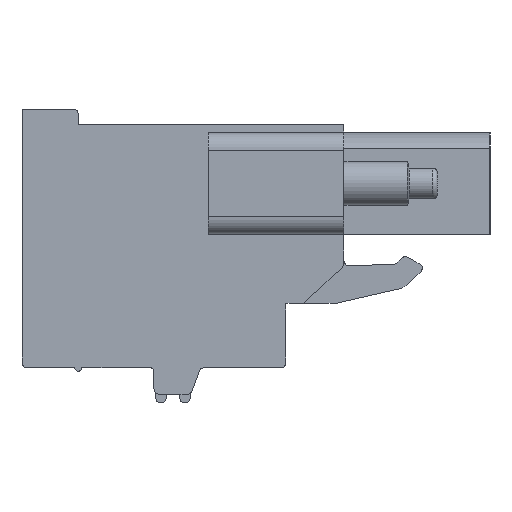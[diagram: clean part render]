
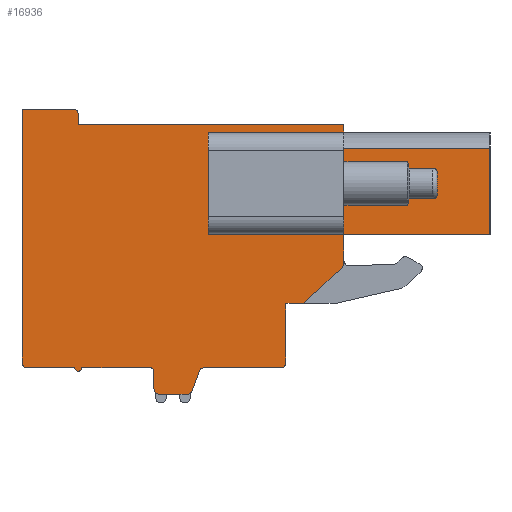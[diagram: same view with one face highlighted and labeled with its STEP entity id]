
A CAD part, left-side view. The second image highlights one B-rep face of the part: STEP entity #16936.
In plain terms, the highlighted planar face has unit normal (-1, 0, 0).
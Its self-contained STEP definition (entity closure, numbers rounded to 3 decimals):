
#1=DIRECTION('',(0.,0.,-1.));
#2=VECTOR('',#1,1.325);
#3=CARTESIAN_POINT('',(0.,-5.66,6.96));
#4=LINE('',#3,#2);
#5=DIRECTION('',(0.,1.,0.));
#6=VECTOR('',#5,8.3);
#7=CARTESIAN_POINT('',(0.,-13.96,5.635));
#8=LINE('',#7,#6);
#9=DIRECTION('',(0.,1.,0.));
#10=VECTOR('',#9,8.3);
#11=CARTESIAN_POINT('',(0.,-13.96,0.73));
#12=LINE('',#11,#10);
#13=DIRECTION('',(0.,0.,-1.));
#14=VECTOR('',#13,1.64);
#15=CARTESIAN_POINT('',(0.,-5.66,0.73));
#16=LINE('',#15,#14);
#17=CARTESIAN_POINT('',(0.,-5.36,-0.91));
#18=DIRECTION('',(1.,0.,0.));
#19=DIRECTION('',(0.,-1.,0.));
#20=AXIS2_PLACEMENT_3D('',#17,#18,#19);
#22=DIRECTION('',(0.,0.731,-0.683));
#23=VECTOR('',#22,3.018);
#24=CARTESIAN_POINT('',(0.,-5.565,-1.129));
#25=LINE('',#24,#23);
#26=DIRECTION('',(0.,1.,0.));
#27=VECTOR('',#26,1.);
#28=CARTESIAN_POINT('',(0.,-3.36,-3.19));
#29=LINE('',#28,#27);
#30=DIRECTION('',(0.,0.,-1.));
#31=VECTOR('',#30,0.5);
#32=CARTESIAN_POINT('',(0.,-2.36,-3.19));
#33=LINE('',#32,#31);
#34=DIRECTION('',(0.,0.,-1.));
#35=VECTOR('',#34,2.35);
#36=CARTESIAN_POINT('',(0.,-2.36,-3.69));
#37=LINE('',#36,#35);
#38=DIRECTION('',(0.,0.,-1.));
#39=VECTOR('',#38,0.5);
#40=CARTESIAN_POINT('',(0.,-2.36,-6.04));
#41=LINE('',#40,#39);
#42=CARTESIAN_POINT('',(0.,-2.06,-6.54));
#43=DIRECTION('',(1.,0.,0.));
#44=DIRECTION('',(0.,-1.,0.));
#45=AXIS2_PLACEMENT_3D('',#42,#43,#44);
#47=DIRECTION('',(0.,1.,0.));
#48=VECTOR('',#47,4.34);
#49=CARTESIAN_POINT('',(0.,-2.06,-6.84));
#50=LINE('',#49,#48);
#51=CARTESIAN_POINT('',(0.,2.28,-7.14));
#52=DIRECTION('',(-1.,0.,0.));
#53=DIRECTION('',(0.,0.,1.));
#54=AXIS2_PLACEMENT_3D('',#51,#52,#53);
#56=DIRECTION('',(0.,0.345,-0.939));
#57=VECTOR('',#56,1.179);
#58=CARTESIAN_POINT('',(0.,2.562,-7.037));
#59=LINE('',#58,#57);
#60=CARTESIAN_POINT('',(0.,3.25,-8.04));
#61=DIRECTION('',(1.,0.,0.));
#62=DIRECTION('',(0.,-0.939,-0.345));
#63=AXIS2_PLACEMENT_3D('',#60,#61,#62);
#65=DIRECTION('',(0.,1.,0.));
#66=VECTOR('',#65,1.59);
#67=CARTESIAN_POINT('',(0.,3.25,-8.34));
#68=LINE('',#67,#66);
#69=CARTESIAN_POINT('',(0.,4.84,-8.04));
#70=DIRECTION('',(1.,0.,0.));
#71=DIRECTION('',(0.,0.,-1.));
#72=AXIS2_PLACEMENT_3D('',#69,#70,#71);
#74=DIRECTION('',(0.,0.,1.));
#75=VECTOR('',#74,1.);
#76=CARTESIAN_POINT('',(0.,5.14,-8.04));
#77=LINE('',#76,#75);
#78=CARTESIAN_POINT('',(0.,5.34,-7.04));
#79=DIRECTION('',(-1.,0.,0.));
#80=DIRECTION('',(0.,-1.,0.));
#81=AXIS2_PLACEMENT_3D('',#78,#79,#80);
#83=DIRECTION('',(0.,1.,0.));
#84=VECTOR('',#83,3.9);
#85=CARTESIAN_POINT('',(0.,5.34,-6.84));
#86=LINE('',#85,#84);
#87=CARTESIAN_POINT('',(0.,9.44,-6.84));
#88=DIRECTION('',(1.,0.,0.));
#89=DIRECTION('',(0.,-1.,0.));
#90=AXIS2_PLACEMENT_3D('',#87,#88,#89);
#92=DIRECTION('',(0.,1.,0.));
#93=VECTOR('',#92,2.7);
#94=CARTESIAN_POINT('',(0.,9.64,-6.84));
#95=LINE('',#94,#93);
#96=CARTESIAN_POINT('',(0.,12.34,-6.54));
#97=DIRECTION('',(1.,0.,0.));
#98=DIRECTION('',(0.,0.,-1.));
#99=AXIS2_PLACEMENT_3D('',#96,#97,#98);
#101=DIRECTION('',(0.,0.,1.));
#102=VECTOR('',#101,0.5);
#103=CARTESIAN_POINT('',(0.,12.64,-6.54));
#104=LINE('',#103,#102);
#105=DIRECTION('',(0.,0.,1.));
#106=VECTOR('',#105,13.9);
#107=CARTESIAN_POINT('',(0.,12.64,-6.04));
#108=LINE('',#107,#106);
#109=DIRECTION('',(0.,-1.,0.));
#110=VECTOR('',#109,2.9);
#111=CARTESIAN_POINT('',(0.,12.64,7.86));
#112=LINE('',#111,#110);
#113=CARTESIAN_POINT('',(0.,9.74,7.56));
#114=DIRECTION('',(1.,0.,0.));
#115=DIRECTION('',(0.,0.,1.));
#116=AXIS2_PLACEMENT_3D('',#113,#114,#115);
#118=DIRECTION('',(0.,0.,-1.));
#119=VECTOR('',#118,0.6);
#120=CARTESIAN_POINT('',(0.,9.44,7.56));
#121=LINE('',#120,#119);
#122=DIRECTION('',(0.,-1.,0.));
#123=VECTOR('',#122,15.1);
#124=CARTESIAN_POINT('',(0.,9.44,6.96));
#125=LINE('',#124,#123);
#126=DIRECTION('',(0.,-1.,0.));
#127=VECTOR('',#126,6.1);
#128=CARTESIAN_POINT('',(0.,2.04,0.73));
#129=LINE('',#128,#127);
#130=DIRECTION('',(0.,0.,1.));
#131=VECTOR('',#130,5.8);
#132=CARTESIAN_POINT('',(0.,-4.06,0.73));
#133=LINE('',#132,#131);
#134=DIRECTION('',(0.,1.,0.));
#135=VECTOR('',#134,6.1);
#136=CARTESIAN_POINT('',(0.,-4.06,6.53));
#137=LINE('',#136,#135);
#10403=DIRECTION('',(0.,0.,1.));
#10404=VECTOR('',#10403,4.905);
#10405=CARTESIAN_POINT('',(0.,-13.96,0.73));
#10406=LINE('',#10405,#10404);
#12582=DIRECTION('',(0.,0.,1.));
#12583=VECTOR('',#12582,5.8);
#12584=CARTESIAN_POINT('',(0.,2.04,0.73));
#12585=LINE('',#12584,#12583);
#12843=CARTESIAN_POINT('',(0.,12.34,-6.84));
#12844=CARTESIAN_POINT('',(0.,12.64,-6.54));
#12845=VERTEX_POINT('',#12843);
#12846=VERTEX_POINT('',#12844);
#12847=CARTESIAN_POINT('',(0.,12.64,-6.04));
#12848=VERTEX_POINT('',#12847);
#12849=CARTESIAN_POINT('',(0.,12.64,7.86));
#12850=VERTEX_POINT('',#12849);
#12851=CARTESIAN_POINT('',(0.,9.74,7.86));
#12852=VERTEX_POINT('',#12851);
#12853=CARTESIAN_POINT('',(0.,9.44,7.56));
#12854=VERTEX_POINT('',#12853);
#12855=CARTESIAN_POINT('',(0.,9.44,6.96));
#12856=VERTEX_POINT('',#12855);
#12857=CARTESIAN_POINT('',(0.,-5.66,6.96));
#12858=VERTEX_POINT('',#12857);
#12859=CARTESIAN_POINT('',(0.,-5.66,-0.91));
#12860=CARTESIAN_POINT('',(0.,-5.565,-1.129));
#12861=VERTEX_POINT('',#12859);
#12862=VERTEX_POINT('',#12860);
#12863=CARTESIAN_POINT('',(0.,-3.36,-3.19));
#12864=VERTEX_POINT('',#12863);
#12865=CARTESIAN_POINT('',(0.,-2.36,-3.19));
#12866=VERTEX_POINT('',#12865);
#12867=CARTESIAN_POINT('',(0.,-2.36,-3.69));
#12868=VERTEX_POINT('',#12867);
#12869=CARTESIAN_POINT('',(0.,-2.36,-6.04));
#12870=VERTEX_POINT('',#12869);
#12871=CARTESIAN_POINT('',(0.,-2.36,-6.54));
#12872=VERTEX_POINT('',#12871);
#12873=CARTESIAN_POINT('',(0.,-2.06,-6.84));
#12874=VERTEX_POINT('',#12873);
#12875=CARTESIAN_POINT('',(0.,2.28,-6.84));
#12876=VERTEX_POINT('',#12875);
#12877=CARTESIAN_POINT('',(0.,2.562,-7.037));
#12878=VERTEX_POINT('',#12877);
#12879=CARTESIAN_POINT('',(0.,2.968,-8.143));
#12880=VERTEX_POINT('',#12879);
#12881=CARTESIAN_POINT('',(0.,3.25,-8.34));
#12882=VERTEX_POINT('',#12881);
#12883=CARTESIAN_POINT('',(0.,4.84,-8.34));
#12884=VERTEX_POINT('',#12883);
#12885=CARTESIAN_POINT('',(0.,5.14,-8.04));
#12886=VERTEX_POINT('',#12885);
#12887=CARTESIAN_POINT('',(0.,5.14,-7.04));
#12888=VERTEX_POINT('',#12887);
#12889=CARTESIAN_POINT('',(0.,5.34,-6.84));
#12890=VERTEX_POINT('',#12889);
#12891=CARTESIAN_POINT('',(0.,9.24,-6.84));
#12892=VERTEX_POINT('',#12891);
#12893=CARTESIAN_POINT('',(0.,9.64,-6.84));
#12894=VERTEX_POINT('',#12893);
#12971=CARTESIAN_POINT('',(0.,-13.96,0.73));
#12972=VERTEX_POINT('',#12971);
#12973=CARTESIAN_POINT('',(0.,-5.66,0.73));
#12974=VERTEX_POINT('',#12973);
#13199=CARTESIAN_POINT('',(0.,-13.96,5.635));
#13201=VERTEX_POINT('',#13199);
#16695=CARTESIAN_POINT('',(0.,2.04,0.73));
#16696=CARTESIAN_POINT('',(0.,2.04,6.53));
#16697=VERTEX_POINT('',#16695);
#16698=VERTEX_POINT('',#16696);
#16703=CARTESIAN_POINT('',(0.,-4.06,0.73));
#16705=VERTEX_POINT('',#16703);
#16707=CARTESIAN_POINT('',(0.,-4.06,6.53));
#16709=VERTEX_POINT('',#16707);
#16711=CARTESIAN_POINT('',(0.,-5.66,5.635));
#16712=VERTEX_POINT('',#16711);
#16859=CARTESIAN_POINT('',(0.,0.,0.));
#16860=DIRECTION('',(1.,0.,0.));
#16861=DIRECTION('',(0.,-1.,0.));
#16862=AXIS2_PLACEMENT_3D('',#16859,#16860,#16861);
#16863=PLANE('',#16862);
#16865=ORIENTED_EDGE('',*,*,#16864,.T.);
#16867=ORIENTED_EDGE('',*,*,#16866,.F.);
#16869=ORIENTED_EDGE('',*,*,#16868,.F.);
#16871=ORIENTED_EDGE('',*,*,#16870,.T.);
#16873=ORIENTED_EDGE('',*,*,#16872,.T.);
#16875=ORIENTED_EDGE('',*,*,#16874,.T.);
#16877=ORIENTED_EDGE('',*,*,#16876,.T.);
#16879=ORIENTED_EDGE('',*,*,#16878,.T.);
#16881=ORIENTED_EDGE('',*,*,#16880,.T.);
#16883=ORIENTED_EDGE('',*,*,#16882,.T.);
#16885=ORIENTED_EDGE('',*,*,#16884,.T.);
#16887=ORIENTED_EDGE('',*,*,#16886,.T.);
#16889=ORIENTED_EDGE('',*,*,#16888,.T.);
#16891=ORIENTED_EDGE('',*,*,#16890,.T.);
#16893=ORIENTED_EDGE('',*,*,#16892,.T.);
#16895=ORIENTED_EDGE('',*,*,#16894,.T.);
#16897=ORIENTED_EDGE('',*,*,#16896,.T.);
#16899=ORIENTED_EDGE('',*,*,#16898,.T.);
#16901=ORIENTED_EDGE('',*,*,#16900,.T.);
#16903=ORIENTED_EDGE('',*,*,#16902,.T.);
#16905=ORIENTED_EDGE('',*,*,#16904,.T.);
#16907=ORIENTED_EDGE('',*,*,#16906,.T.);
#16909=ORIENTED_EDGE('',*,*,#16908,.T.);
#16911=ORIENTED_EDGE('',*,*,#16910,.T.);
#16913=ORIENTED_EDGE('',*,*,#16912,.T.);
#16915=ORIENTED_EDGE('',*,*,#16914,.T.);
#16917=ORIENTED_EDGE('',*,*,#16916,.T.);
#16919=ORIENTED_EDGE('',*,*,#16918,.T.);
#16921=ORIENTED_EDGE('',*,*,#16920,.T.);
#16923=ORIENTED_EDGE('',*,*,#16922,.T.);
#16924=EDGE_LOOP('',(#16865,#16867,#16869,#16871,#16873,#16875,#16877,#16879,
#16881,#16883,#16885,#16887,#16889,#16891,#16893,#16895,#16897,#16899,#16901,
#16903,#16905,#16907,#16909,#16911,#16913,#16915,#16917,#16919,#16921,#16923));
#16925=FACE_OUTER_BOUND('',#16924,.F.);
#16927=ORIENTED_EDGE('',*,*,#16926,.T.);
#16929=ORIENTED_EDGE('',*,*,#16928,.T.);
#16931=ORIENTED_EDGE('',*,*,#16930,.T.);
#16933=ORIENTED_EDGE('',*,*,#16932,.F.);
#16934=EDGE_LOOP('',(#16927,#16929,#16931,#16933));
#16935=FACE_BOUND('',#16934,.F.);
#16936=ADVANCED_FACE('',(#16925,#16935),#16863,.F.);
#21=CIRCLE('',#20,0.3);
#46=CIRCLE('',#45,0.3);
#55=CIRCLE('',#54,0.3);
#64=CIRCLE('',#63,0.3);
#73=CIRCLE('',#72,0.3);
#82=CIRCLE('',#81,0.2);
#91=CIRCLE('',#90,0.2);
#100=CIRCLE('',#99,0.3);
#117=CIRCLE('',#116,0.3);
#16864=EDGE_CURVE('',#12858,#16712,#4,.T.);
#16866=EDGE_CURVE('',#13201,#16712,#8,.T.);
#16868=EDGE_CURVE('',#12972,#13201,#10406,.T.);
#16870=EDGE_CURVE('',#12972,#12974,#12,.T.);
#16872=EDGE_CURVE('',#12974,#12861,#16,.T.);
#16874=EDGE_CURVE('',#12861,#12862,#21,.T.);
#16876=EDGE_CURVE('',#12862,#12864,#25,.T.);
#16878=EDGE_CURVE('',#12864,#12866,#29,.T.);
#16880=EDGE_CURVE('',#12866,#12868,#33,.T.);
#16882=EDGE_CURVE('',#12868,#12870,#37,.T.);
#16884=EDGE_CURVE('',#12870,#12872,#41,.T.);
#16886=EDGE_CURVE('',#12872,#12874,#46,.T.);
#16888=EDGE_CURVE('',#12874,#12876,#50,.T.);
#16890=EDGE_CURVE('',#12876,#12878,#55,.T.);
#16892=EDGE_CURVE('',#12878,#12880,#59,.T.);
#16894=EDGE_CURVE('',#12880,#12882,#64,.T.);
#16896=EDGE_CURVE('',#12882,#12884,#68,.T.);
#16898=EDGE_CURVE('',#12884,#12886,#73,.T.);
#16900=EDGE_CURVE('',#12886,#12888,#77,.T.);
#16902=EDGE_CURVE('',#12888,#12890,#82,.T.);
#16904=EDGE_CURVE('',#12890,#12892,#86,.T.);
#16906=EDGE_CURVE('',#12892,#12894,#91,.T.);
#16908=EDGE_CURVE('',#12894,#12845,#95,.T.);
#16910=EDGE_CURVE('',#12845,#12846,#100,.T.);
#16912=EDGE_CURVE('',#12846,#12848,#104,.T.);
#16914=EDGE_CURVE('',#12848,#12850,#108,.T.);
#16916=EDGE_CURVE('',#12850,#12852,#112,.T.);
#16918=EDGE_CURVE('',#12852,#12854,#117,.T.);
#16920=EDGE_CURVE('',#12854,#12856,#121,.T.);
#16922=EDGE_CURVE('',#12856,#12858,#125,.T.);
#16926=EDGE_CURVE('',#16697,#16705,#129,.T.);
#16928=EDGE_CURVE('',#16705,#16709,#133,.T.);
#16930=EDGE_CURVE('',#16709,#16698,#137,.T.);
#16932=EDGE_CURVE('',#16697,#16698,#12585,.T.);
